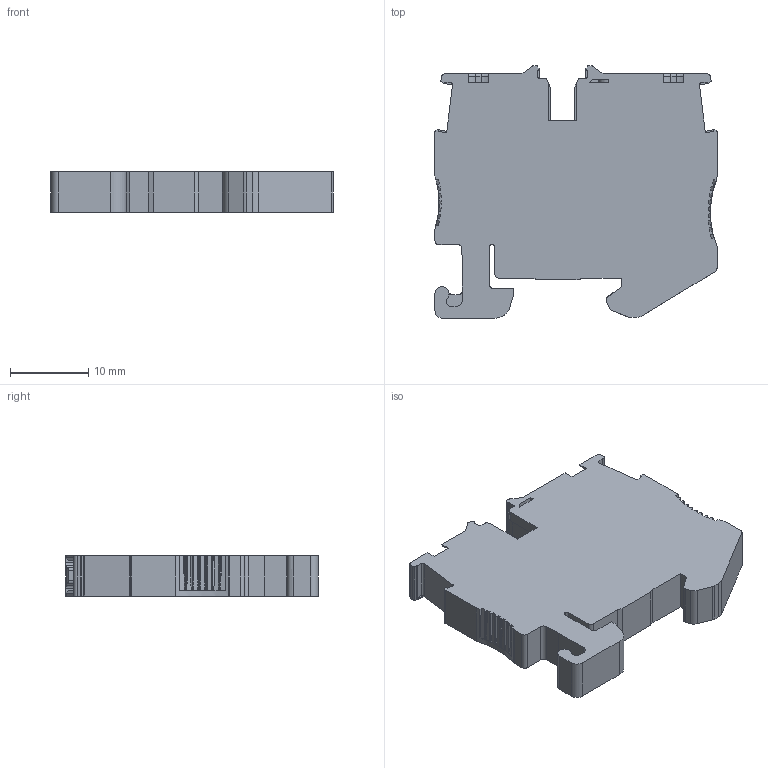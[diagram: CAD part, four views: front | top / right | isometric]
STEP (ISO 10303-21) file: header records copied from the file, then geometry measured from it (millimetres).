
FILE_DESCRIPTION(/* description */ (''),/* implementation_level */ '2;1');
FILE_NAME(/* name */ 'TPM2.5-2-PE_stp.stp',/* time_stamp */ '2022-11-23T09:45:03+08:00',/* author */ (''),/* organization */ (''),/* preprocessor_version */ 'ST-DEVELOPER v16.7',/* originating_system */ 'SIEMENS PLM Software NX 12.0',/* authorisation */ '');
FILE_SCHEMA (('AP203_CONFIGURATION_CONTROLLED_3D_DESIGN_OF_MECHANICAL_PARTS_AND_ASSEMBLIES_MIM_LF { 1 0 10303 403 2 1 2}'));
Products named in the file (1): TPM2.5-2-PE_stp
Bounding box: 36 x 32.2 x 5.2 mm (x, y, z)
Volume: 4767 mm3; surface area: 2997.9 mm2
Topology: 1 solids, 1 shells, 1898 faces, 5452 edges, 3634 vertices
Faces by surface type: plane 1665, cylinder 168, extrusion 60, torus 5
Full cylindrical faces by diameter (mm): 2.2 x1
Entity records: 61929 total; most frequent: CARTESIAN_POINT 11956, ORIENTED_EDGE 10898, DIRECTION 9437, EDGE_CURVE 5449, VECTOR 4957, LINE 4897, VERTEX_POINT 3633, AXIS2_PLACEMENT_3D 2240
